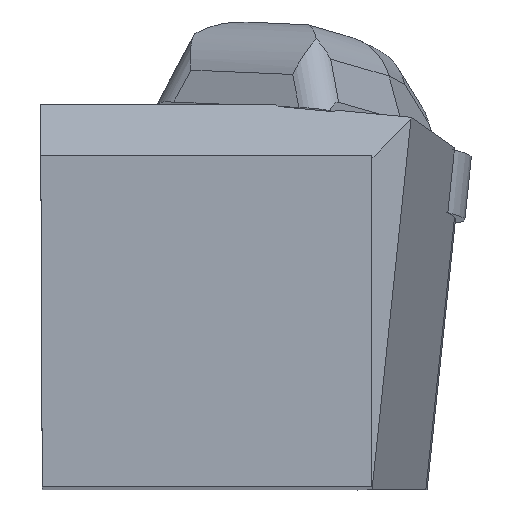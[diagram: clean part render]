
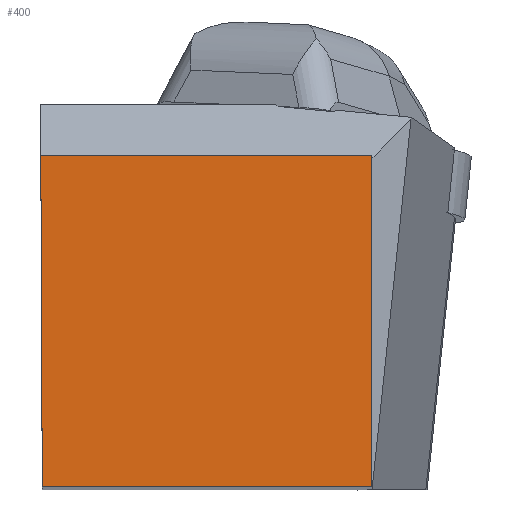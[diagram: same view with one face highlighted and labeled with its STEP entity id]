
A CAD part, top view. The second image highlights one B-rep face of the part: STEP entity #400.
In plain terms, the highlighted planar face has unit normal (0, 0, 1).
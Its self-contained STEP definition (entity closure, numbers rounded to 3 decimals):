
#101=FACE_OUTER_BOUND('',#519,.T.);
#169=LINE('',#1753,#277);
#170=LINE('',#1756,#278);
#171=LINE('',#1758,#279);
#172=LINE('',#1760,#280);
#277=VECTOR('',#1378,1.);
#278=VECTOR('',#1379,1.);
#279=VECTOR('',#1380,1.);
#280=VECTOR('',#1381,1.);
#400=ADVANCED_FACE('BLANK_BOXF006',(#101),#452,.F.);
#452=PLANE('',#1224);
#519=EDGE_LOOP('',(#617,#618,#619,#620));
#617=ORIENTED_EDGE('',*,*,#1000,.T.);
#618=ORIENTED_EDGE('',*,*,#1001,.T.);
#619=ORIENTED_EDGE('',*,*,#1002,.T.);
#620=ORIENTED_EDGE('',*,*,#1003,.T.);
#897=VERTEX_POINT('',#1754);
#898=VERTEX_POINT('',#1755);
#899=VERTEX_POINT('',#1757);
#900=VERTEX_POINT('',#1759);
#1000=EDGE_CURVE('',#897,#898,#169,.T.);
#1001=EDGE_CURVE('',#898,#899,#170,.T.);
#1002=EDGE_CURVE('',#899,#900,#171,.T.);
#1003=EDGE_CURVE('',#900,#897,#172,.T.);
#1224=AXIS2_PLACEMENT_3D('',#1761,#1382,#1383);
#1378=DIRECTION('',(0.,1.,0.));
#1379=DIRECTION('',(-1.,0.,0.));
#1380=DIRECTION('',(0.004,-1.,0.));
#1381=DIRECTION('',(1.,0.,0.));
#1382=DIRECTION('',(0.,0.,-1.));
#1383=DIRECTION('',(1.,0.,0.));
#1753=CARTESIAN_POINT('',(24.875,-163.35,0.));
#1754=CARTESIAN_POINT('',(24.875,0.,0.));
#1755=CARTESIAN_POINT('',(24.875,24.875,0.));
#1756=CARTESIAN_POINT('',(163.35,24.875,0.));
#1757=CARTESIAN_POINT('',(0.,24.875,0.));
#1758=CARTESIAN_POINT('',(-0.604,163.348,0.));
#1759=CARTESIAN_POINT('',(0.109,0.,0.));
#1760=CARTESIAN_POINT('',(-163.35,0.,0.));
#1761=CARTESIAN_POINT('',(44.35,-5.,0.));
